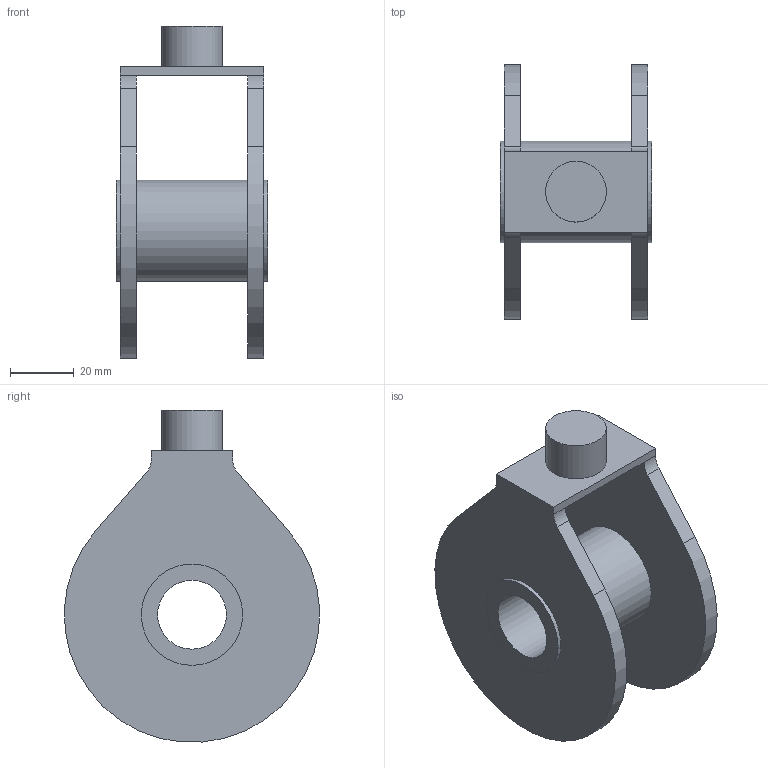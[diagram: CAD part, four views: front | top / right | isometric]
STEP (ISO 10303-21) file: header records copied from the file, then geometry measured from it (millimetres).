
FILE_DESCRIPTION( ( '' ), ' ' );
FILE_NAME( '5bf79d775c1ff4150752ec1e.step', '2018-11-23T06:25:59', ( '' ), ( '' ), ' ', ' ', ' ' );
FILE_SCHEMA( ( 'AUTOMOTIVE_DESIGN { 1 0 10303 214 1 1 1 1 }' ) );
Length unit declared in the file: metre
Products named in the file (1): small_block_nub
Bounding box: 47.62 x 80.02 x 104.07 mm (x, y, z)
Volume: 73649.3 mm3; surface area: 31809.7 mm2
Topology: 1 solids, 1 shells, 26 faces, 61 edges, 40 vertices
Faces by surface type: plane 15, cylinder 11
Full cylindrical faces by diameter (mm): 19.05 x1, 21.59 x1, 31.75 x3
Entity records: 940 total; most frequent: DIRECTION 130, CARTESIAN_POINT 119, ORIENTED_EDGE 108, EDGE_CURVE 54, AXIS2_PLACEMENT_3D 49, EDGE_LOOP 38, VERTEX_POINT 38, LINE 32
